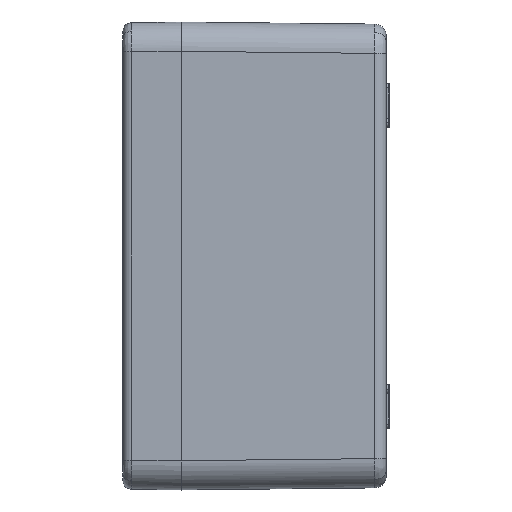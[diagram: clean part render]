
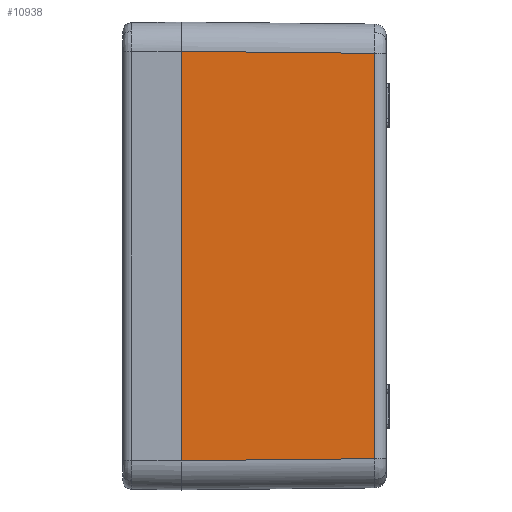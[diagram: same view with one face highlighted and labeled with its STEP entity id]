
A CAD part, left-side view. The second image highlights one B-rep face of the part: STEP entity #10938.
In plain terms, the highlighted planar face has unit normal (-1, -0.011, 0).
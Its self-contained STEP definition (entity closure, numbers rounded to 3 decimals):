
#996=LINE('',#20407,#1556);
#1045=LINE('',#21070,#1605);
#1046=LINE('',#21071,#1606);
#1047=LINE('',#21072,#1607);
#1556=VECTOR('',#15220,1000.);
#1605=VECTOR('',#15333,1000.);
#1606=VECTOR('',#15334,1000.);
#1607=VECTOR('',#15335,1000.);
#1853=PLANE('',#12305);
#2571=FACE_OUTER_BOUND('',#3391,.T.);
#3391=EDGE_LOOP('',(#9220,#9221,#9222,#9223));
#5195=VERTEX_POINT('',#19200);
#5352=VERTEX_POINT('',#20405);
#5353=VERTEX_POINT('',#20406);
#5399=VERTEX_POINT('',#21069);
#6684=EDGE_CURVE('',#5352,#5353,#996,.T.);
#6761=EDGE_CURVE('',#5353,#5399,#1045,.T.);
#6762=EDGE_CURVE('',#5399,#5195,#1046,.T.);
#6763=EDGE_CURVE('',#5195,#5352,#1047,.T.);
#9220=ORIENTED_EDGE('',*,*,#6761,.T.);
#9221=ORIENTED_EDGE('',*,*,#6762,.T.);
#9222=ORIENTED_EDGE('',*,*,#6763,.T.);
#9223=ORIENTED_EDGE('',*,*,#6684,.T.);
#10938=ADVANCED_FACE('',(#2571),#1853,.T.);
#12305=AXIS2_PLACEMENT_3D('',#21068,#15331,#15332);
#15220=DIRECTION('',(0.,0.,-1.));
#15331=DIRECTION('center_axis',(-1.,-0.01,
0.));
#15332=DIRECTION('ref_axis',(0.01,-1.,0.));
#15333=DIRECTION('',(0.01,-1.,0.01));
#15334=DIRECTION('',(0.,0.,1.));
#15335=DIRECTION('',(-0.01,1.,0.01));
#19200=CARTESIAN_POINT('',(-129.282,-66.542,69.283));
#20405=CARTESIAN_POINT('',(-129.974,-0.5,69.974));
#20406=CARTESIAN_POINT('',(-129.974,-0.5,-69.974));
#20407=CARTESIAN_POINT('',(-129.974,-0.5,-80.));
#21068=CARTESIAN_POINT('Origin',(-130.,2.,-80.));
#21069=CARTESIAN_POINT('',(-129.282,-66.542,-69.283));
#21070=CARTESIAN_POINT('',(-130.001,2.105,-70.002));
#21071=CARTESIAN_POINT('',(-129.282,-66.542,69.241));
#21072=CARTESIAN_POINT('',(-129.984,0.429,69.984));
